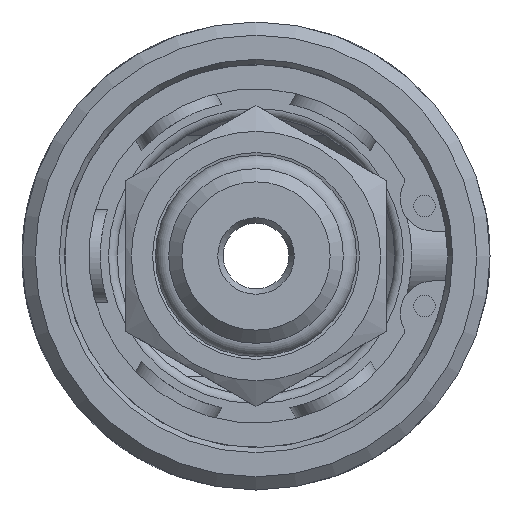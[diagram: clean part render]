
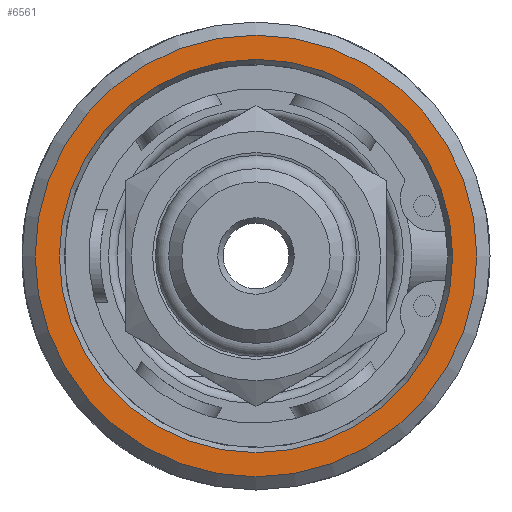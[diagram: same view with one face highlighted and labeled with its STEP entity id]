
A CAD part, left-side view. The second image highlights one B-rep face of the part: STEP entity #6561.
In plain terms, the highlighted planar face has unit normal (-1, 0, 0).
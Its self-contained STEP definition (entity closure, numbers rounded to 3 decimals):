
#1423=FACE_BOUND('',#1982,.T.);
#1472=PLANE('',#6982);
#1599=FACE_OUTER_BOUND('',#1981,.T.);
#1981=EDGE_LOOP('',(#4443));
#1982=EDGE_LOOP('',(#4444,#4445));
#2418=CIRCLE('',#6983,20.2);
#2419=CIRCLE('',#6984,17.987);
#2420=CIRCLE('',#6985,17.987);
#2699=VERTEX_POINT('',#9392);
#2700=VERTEX_POINT('',#9394);
#2701=VERTEX_POINT('',#9395);
#3403=EDGE_CURVE('',#2699,#2699,#2418,.T.);
#3404=EDGE_CURVE('',#2700,#2701,#2419,.T.);
#3405=EDGE_CURVE('',#2701,#2700,#2420,.T.);
#4443=ORIENTED_EDGE('',*,*,#3403,.F.);
#4444=ORIENTED_EDGE('',*,*,#3404,.T.);
#4445=ORIENTED_EDGE('',*,*,#3405,.T.);
#6561=ADVANCED_FACE('',(#1599,#1423),#1472,.T.);
#6982=AXIS2_PLACEMENT_3D('',#9391,#7536,#7537);
#6983=AXIS2_PLACEMENT_3D('',#9393,#7538,#7539);
#6984=AXIS2_PLACEMENT_3D('',#9396,#7540,#7541);
#6985=AXIS2_PLACEMENT_3D('',#9397,#7542,#7543);
#7536=DIRECTION('center_axis',(-1.,0.,0.));
#7537=DIRECTION('ref_axis',(0.,0.,1.));
#7538=DIRECTION('center_axis',(1.,0.,0.));
#7539=DIRECTION('ref_axis',(0.,-1.,0.));
#7540=DIRECTION('center_axis',(1.,0.,0.));
#7541=DIRECTION('ref_axis',(0.,1.,0.));
#7542=DIRECTION('center_axis',(1.,0.,0.));
#7543=DIRECTION('ref_axis',(0.,1.,0.));
#9391=CARTESIAN_POINT('Origin',(0.,10.7,0.));
#9392=CARTESIAN_POINT('',(0.,20.2,0.));
#9393=CARTESIAN_POINT('Origin',(0.,0.,0.));
#9394=CARTESIAN_POINT('',(0.,17.987,0.));
#9395=CARTESIAN_POINT('',(0.,-17.987,0.));
#9396=CARTESIAN_POINT('Origin',(0.,0.,0.));
#9397=CARTESIAN_POINT('Origin',(0.,0.,0.));
